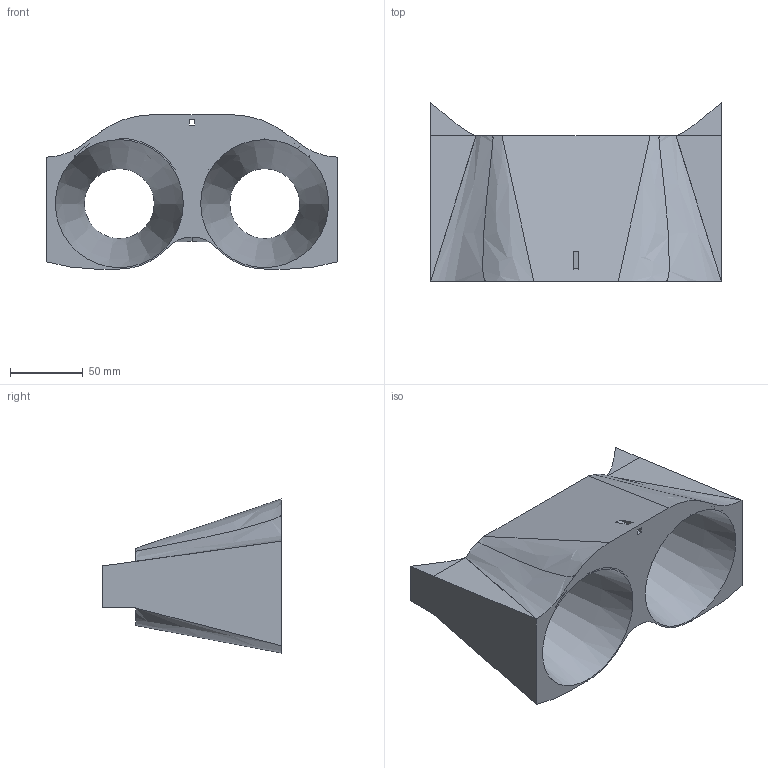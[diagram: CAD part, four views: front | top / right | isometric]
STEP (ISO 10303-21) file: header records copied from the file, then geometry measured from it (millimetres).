
FILE_DESCRIPTION(/* description */ (''),/* implementation_level */ '2;1');
FILE_NAME(/* name */ 'HAWK_nozzle.step',/* time_stamp */ '2022-11-02T12:28:16+01:00',/* author */ (''),/* organization */ (''),/* preprocessor_version */ 'ST-DEVELOPER v19.2',/* originating_system */ 'Autodesk Translation Framework v11.17.0.187',/* authorisation */ '');
FILE_SCHEMA (('AUTOMOTIVE_DESIGN { 1 0 10303 214 3 1 1 }'));
Length unit declared in the file: millimetre
Products named in the file (1): HAWK
Bounding box: 200 x 122.85 x 106 mm (x, y, z)
Volume: 599917.1 mm3; surface area: 131678.6 mm2
Topology: 1 solids, 1 shells, 61 faces, 145 edges, 86 vertices
Faces by surface type: bspline 34, plane 19, cone 8
Entity records: 3085 total; most frequent: CARTESIAN_POINT 1751, ORIENTED_EDGE 302, DIRECTION 169, EDGE_CURVE 151, VERTEX_POINT 86, EDGE_LOOP 77, B_SPLINE_CURVE_WITH_KNOTS 62, FACE_OUTER_BOUND 61
